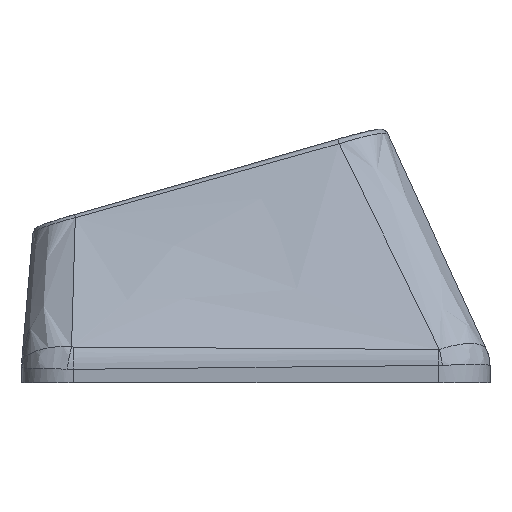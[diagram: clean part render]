
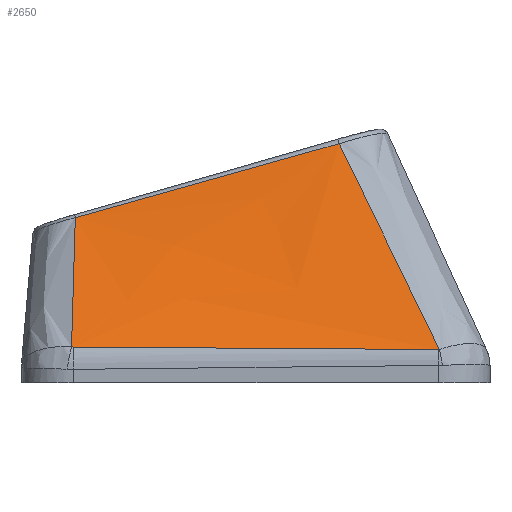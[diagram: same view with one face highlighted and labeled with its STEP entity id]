
A CAD part, left-side view. The second image highlights one B-rep face of the part: STEP entity #2650.
In plain terms, the highlighted free-form (B-spline) face has degree [3, 3] with [4, 4] control points.
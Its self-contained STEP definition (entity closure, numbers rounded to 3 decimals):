
#54=B_SPLINE_SURFACE_WITH_KNOTS('',3,3,((#6312,#6313,#6314,#6315),(#6316,
#6317,#6318,#6319),(#6320,#6321,#6322,#6323),(#6324,#6325,#6326,#6327)),
 .UNSPECIFIED.,.F.,.F.,.F.,(4,4),(4,4),(0.101,0.894),
(0.021,0.966),.UNSPECIFIED.);
#292=FACE_OUTER_BOUND('',#434,.T.);
#434=EDGE_LOOP('',(#2399,#2400,#2401,#2402,#2403,#2404));
#648=B_SPLINE_CURVE_WITH_KNOTS('',3,(#5832,#5833,#5834,#5835),
 .UNSPECIFIED.,.F.,.F.,(4,4),(0.,0.004),.UNSPECIFIED.);
#650=B_SPLINE_CURVE_WITH_KNOTS('',3,(#5859,#5860,#5861,#5862),
 .UNSPECIFIED.,.F.,.F.,(4,4),(0.,1.416),.UNSPECIFIED.);
#652=B_SPLINE_CURVE_WITH_KNOTS('',3,(#5886,#5887,#5888,#5889),
 .UNSPECIFIED.,.F.,.F.,(4,4),(0.,0.006),
 .UNSPECIFIED.);
#674=B_SPLINE_CURVE_WITH_KNOTS('',3,(#6302,#6303,#6304,#6305),
 .UNSPECIFIED.,.F.,.F.,(4,4),(-0.632,-0.017),
 .UNSPECIFIED.);
#676=B_SPLINE_CURVE_WITH_KNOTS('',3,(#6329,#6330,#6331,#6332),
 .UNSPECIFIED.,.F.,.F.,(4,4),(0.021,0.98),
 .UNSPECIFIED.);
#677=B_SPLINE_CURVE_WITH_KNOTS('',3,(#6333,#6334,#6335,#6336),
 .UNSPECIFIED.,.F.,.F.,(4,4),(-1.063,0.),.UNSPECIFIED.);
#1220=VERTEX_POINT('',#5791);
#1224=VERTEX_POINT('',#5825);
#1226=VERTEX_POINT('',#5852);
#1228=VERTEX_POINT('',#5879);
#1255=VERTEX_POINT('',#6301);
#1256=VERTEX_POINT('',#6328);
#1604=EDGE_CURVE('',#1220,#1224,#648,.T.);
#1607=EDGE_CURVE('',#1224,#1226,#650,.T.);
#1610=EDGE_CURVE('',#1226,#1228,#652,.T.);
#1651=EDGE_CURVE('',#1228,#1255,#674,.T.);
#1653=EDGE_CURVE('',#1256,#1220,#676,.T.);
#1654=EDGE_CURVE('',#1255,#1256,#677,.T.);
#2399=ORIENTED_EDGE('',*,*,#1610,.F.);
#2400=ORIENTED_EDGE('',*,*,#1607,.F.);
#2401=ORIENTED_EDGE('',*,*,#1604,.F.);
#2402=ORIENTED_EDGE('',*,*,#1653,.F.);
#2403=ORIENTED_EDGE('',*,*,#1654,.F.);
#2404=ORIENTED_EDGE('',*,*,#1651,.F.);
#2650=ADVANCED_FACE('',(#292),#54,.T.);
#5791=CARTESIAN_POINT('',(-25.615,-7.115,0.297));
#5825=CARTESIAN_POINT('',(-25.616,-7.076,0.294));
#5832=CARTESIAN_POINT('Ctrl Pts',(-25.615,-7.115,0.297));
#5833=CARTESIAN_POINT('Ctrl Pts',(-25.616,-7.102,0.295));
#5834=CARTESIAN_POINT('Ctrl Pts',(-25.616,-7.089,0.294));
#5835=CARTESIAN_POINT('Ctrl Pts',(-25.616,-7.076,0.294));
#5852=CARTESIAN_POINT('',(-25.474,7.094,0.389));
#5859=CARTESIAN_POINT('Ctrl Pts',(-25.616,-7.076,0.294));
#5860=CARTESIAN_POINT('Ctrl Pts',(-25.589,-2.354,0.32));
#5861=CARTESIAN_POINT('Ctrl Pts',(-25.552,2.368,0.352));
#5862=CARTESIAN_POINT('Ctrl Pts',(-25.474,7.094,0.389));
#5879=CARTESIAN_POINT('',(-25.469,7.158,0.395));
#5886=CARTESIAN_POINT('Ctrl Pts',(-25.474,7.094,0.389));
#5887=CARTESIAN_POINT('Ctrl Pts',(-25.474,7.115,0.389));
#5888=CARTESIAN_POINT('Ctrl Pts',(-25.472,7.137,0.391));
#5889=CARTESIAN_POINT('Ctrl Pts',(-25.469,7.158,0.395));
#6301=CARTESIAN_POINT('',(-21.955,7.012,5.409));
#6302=CARTESIAN_POINT('Ctrl Pts',(-25.469,7.158,0.395));
#6303=CARTESIAN_POINT('Ctrl Pts',(-24.29,7.089,2.062));
#6304=CARTESIAN_POINT('Ctrl Pts',(-23.12,7.037,3.734));
#6305=CARTESIAN_POINT('Ctrl Pts',(-21.955,7.012,5.409));
#6312=CARTESIAN_POINT('Ctrl Pts',(-21.942,-3.665,8.404));
#6313=CARTESIAN_POINT('Ctrl Pts',(-23.166,-4.816,5.701));
#6314=CARTESIAN_POINT('Ctrl Pts',(-24.391,-5.966,2.997));
#6315=CARTESIAN_POINT('Ctrl Pts',(-25.616,-7.117,0.294));
#6316=CARTESIAN_POINT('Ctrl Pts',(-21.942,-0.046,
7.395));
#6317=CARTESIAN_POINT('Ctrl Pts',(-23.166,-0.817,
5.017));
#6318=CARTESIAN_POINT('Ctrl Pts',(-24.391,-1.588,2.638));
#6319=CARTESIAN_POINT('Ctrl Pts',(-25.616,-2.359,0.259));
#6320=CARTESIAN_POINT('Ctrl Pts',(-21.942,3.573,6.387));
#6321=CARTESIAN_POINT('Ctrl Pts',(-23.166,3.182,4.332));
#6322=CARTESIAN_POINT('Ctrl Pts',(-24.391,2.79,2.278));
#6323=CARTESIAN_POINT('Ctrl Pts',(-25.616,2.398,0.223));
#6324=CARTESIAN_POINT('Ctrl Pts',(-21.942,7.193,5.378));
#6325=CARTESIAN_POINT('Ctrl Pts',(-23.166,7.181,3.648));
#6326=CARTESIAN_POINT('Ctrl Pts',(-24.391,7.168,1.918));
#6327=CARTESIAN_POINT('Ctrl Pts',(-25.616,7.156,0.188));
#6328=CARTESIAN_POINT('',(-21.942,-3.222,8.281));
#6329=CARTESIAN_POINT('Ctrl Pts',(-21.942,-3.222,8.281));
#6330=CARTESIAN_POINT('Ctrl Pts',(-23.185,-4.533,5.631));
#6331=CARTESIAN_POINT('Ctrl Pts',(-24.404,-5.828,2.967));
#6332=CARTESIAN_POINT('Ctrl Pts',(-25.615,-7.115,0.297));
#6333=CARTESIAN_POINT('Ctrl Pts',(-21.955,7.012,5.409));
#6334=CARTESIAN_POINT('Ctrl Pts',(-21.953,3.599,6.359));
#6335=CARTESIAN_POINT('Ctrl Pts',(-21.947,0.188,7.318));
#6336=CARTESIAN_POINT('Ctrl Pts',(-21.942,-3.222,8.281));
